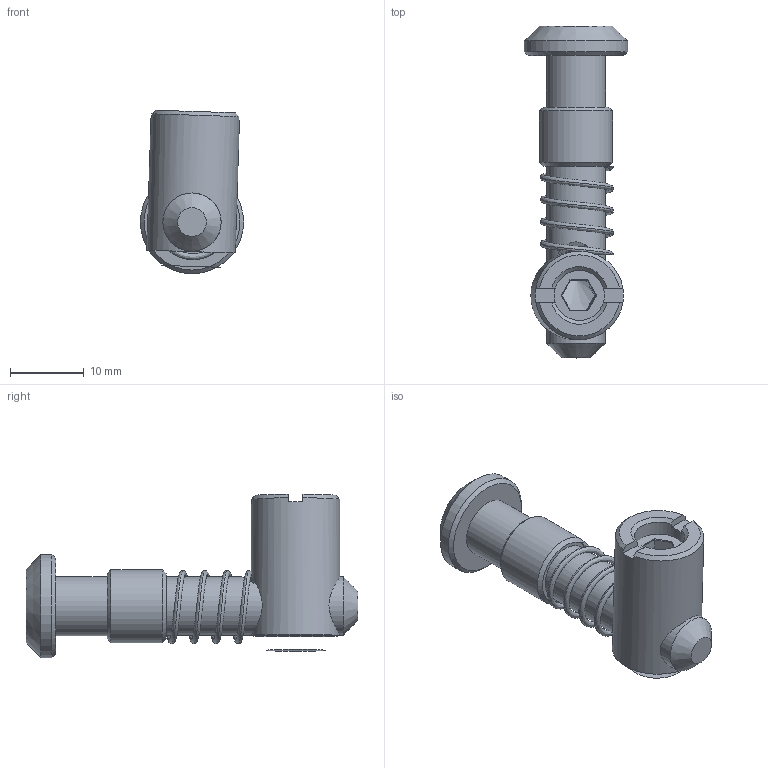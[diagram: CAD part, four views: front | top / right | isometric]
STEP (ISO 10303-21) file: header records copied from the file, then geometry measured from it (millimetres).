
FILE_DESCRIPTION(/* description */ ('Connessione universale'),/* implementation_level */ '2;1');
FILE_NAME(/* name */ 'PCE30-01.stp',/* time_stamp */ '2019-06-05T19:03:49+02:00',/* author */ ('daniele.berto'),/* organization */ ('Microsoft'),/* preprocessor_version */ 'ST-DEVELOPER v17.2',/* originating_system */ 'Autodesk Inventor 2019',/* authorisation */ '');
FILE_SCHEMA (('AUTOMOTIVE_DESIGN { 1 0 10303 214 3 1 1 }'));
Length unit declared in the file: millimetre
Products named in the file (1): PCE30-01
Bounding box: 14 x 45 x 22.16 mm (x, y, z)
Volume: 4010.8 mm3; surface area: 3181.2 mm2
Topology: 3 solids, 4 shells, 49 faces, 129 edges, 88 vertices
Faces by surface type: plane 29, cone 11, cylinder 7, bspline 2
Full cylindrical faces by diameter (mm): 6.8 x1, 7.9 x2, 8 x1, 9.9 x1, 12 x1, 14 x1
Entity records: 2807 total; most frequent: CARTESIAN_POINT 1546, ORIENTED_EDGE 249, DIRECTION 247, EDGE_CURVE 128, AXIS2_PLACEMENT_3D 93, VERTEX_POINT 88, LINE 61, VECTOR 61
